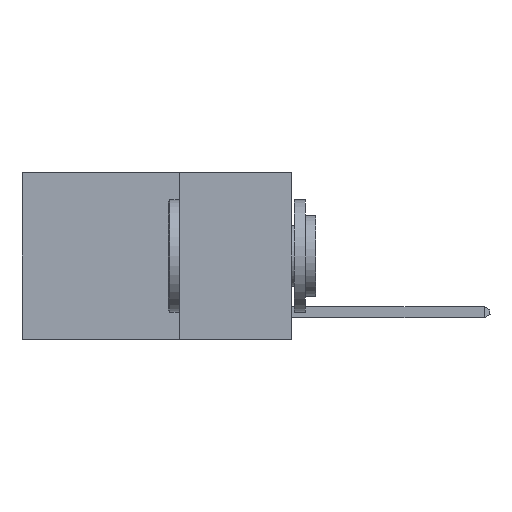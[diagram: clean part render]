
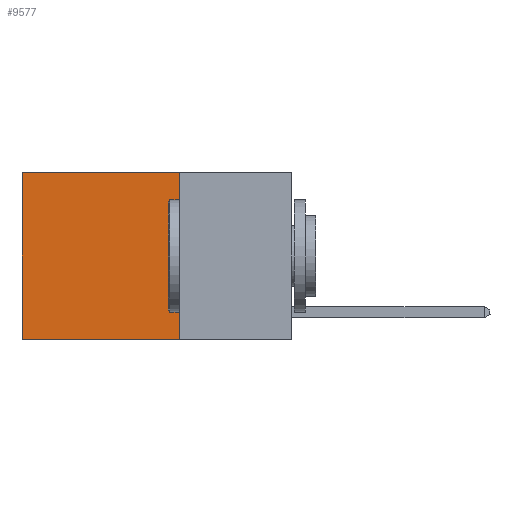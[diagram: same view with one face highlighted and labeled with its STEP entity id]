
A CAD part, left-side view. The second image highlights one B-rep face of the part: STEP entity #9577.
In plain terms, the highlighted planar face has unit normal (-1, 0, 0).
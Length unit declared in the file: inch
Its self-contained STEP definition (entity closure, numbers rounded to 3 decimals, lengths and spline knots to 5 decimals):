
#117 = DIRECTION ( 'NONE',  ( 0., 0., -1. ) ) ;
#229 = CARTESIAN_POINT ( 'NONE',  ( 0.2625, 0.25, 0. ) ) ;
#272 = ORIENTED_EDGE ( 'NONE', *, *, #13971, .T. ) ;
#768 = VECTOR ( 'NONE', #4418, 39.37008 ) ;
#1308 = ORIENTED_EDGE ( 'NONE', *, *, #7144, .F. ) ;
#1582 = CARTESIAN_POINT ( 'NONE',  ( 0.2625, 0.25, -0.37 ) ) ;
#2366 = EDGE_CURVE ( 'NONE', #5196, #3278, #9423, .T. ) ;
#2995 = VECTOR ( 'NONE', #8076, 39.37008 ) ;
#3278 = VERTEX_POINT ( 'NONE', #3763 ) ;
#3535 = DIRECTION ( 'NONE',  ( 0., 0., -1. ) ) ;
#3763 = CARTESIAN_POINT ( 'NONE',  ( 0.2625, 0.6, 0. ) ) ;
#3819 = CARTESIAN_POINT ( 'NONE',  ( 0.2625, 0.25, 0. ) ) ;
#4233 = ORIENTED_EDGE ( 'NONE', *, *, #2366, .T. ) ;
#4411 = VECTOR ( 'NONE', #5779, 39.37008 ) ;
#4418 = DIRECTION ( 'NONE',  ( 0., 1., 0. ) ) ;
#4686 = CARTESIAN_POINT ( 'NONE',  ( 0.2625, 0.25, 0. ) ) ;
#4867 = VERTEX_POINT ( 'NONE', #6552 ) ;
#5196 = VERTEX_POINT ( 'NONE', #3819 ) ;
#5608 = CARTESIAN_POINT ( 'NONE',  ( 0.2625, 0.25, -0.37 ) ) ;
#5779 = DIRECTION ( 'NONE',  ( 0., 0., -1. ) ) ;
#5823 = LINE ( 'NONE', #12003, #6761 ) ;
#5917 = VERTEX_POINT ( 'NONE', #5608 ) ;
#6552 = CARTESIAN_POINT ( 'NONE',  ( 0.2625, 0.6, -0.37 ) ) ;
#6736 = ORIENTED_EDGE ( 'NONE', *, *, #11685, .F. ) ;
#6761 = VECTOR ( 'NONE', #117, 39.37008 ) ;
#7144 = EDGE_CURVE ( 'NONE', #5196, #5917, #7260, .T. ) ;
#7260 = LINE ( 'NONE', #4686, #4411 ) ;
#7849 = PLANE ( 'NONE',  #8828 ) ;
#8076 = DIRECTION ( 'NONE',  ( 0., 1., 0. ) ) ;
#8828 = AXIS2_PLACEMENT_3D ( 'NONE', #229, #10018, #3535 ) ;
#9423 = LINE ( 'NONE', #11940, #768 ) ;
#9577 = ADVANCED_FACE ( 'NONE', ( #14071 ), #7849, .F. ) ;
#10018 = DIRECTION ( 'NONE',  ( 1., 0., 0. ) ) ;
#11648 = LINE ( 'NONE', #1582, #2995 ) ;
#11685 = EDGE_CURVE ( 'NONE', #5917, #4867, #11648, .T. ) ;
#11940 = CARTESIAN_POINT ( 'NONE',  ( 0.2625, 0.25, 0. ) ) ;
#12003 = CARTESIAN_POINT ( 'NONE',  ( 0.2625, 0.6, 0. ) ) ;
#12597 = EDGE_LOOP ( 'NONE', ( #272, #6736, #1308, #4233 ) ) ;
#13971 = EDGE_CURVE ( 'NONE', #3278, #4867, #5823, .T. ) ;
#14071 = FACE_OUTER_BOUND ( 'NONE', #12597, .T. ) ;
